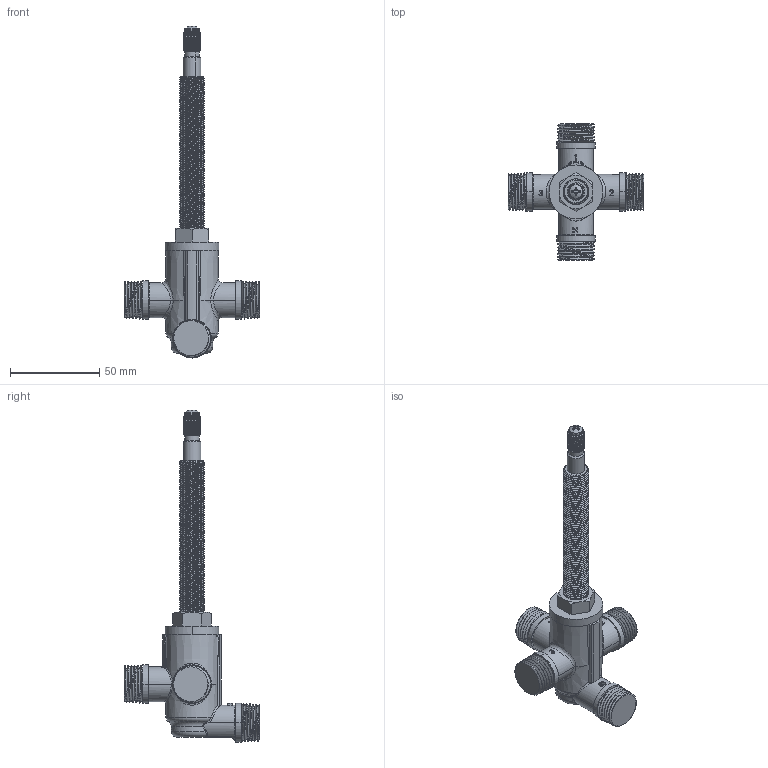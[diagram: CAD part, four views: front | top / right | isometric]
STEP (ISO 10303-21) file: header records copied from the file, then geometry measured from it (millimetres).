
FILE_DESCRIPTION((''),'2;1');
FILE_NAME('1-617','2021-04-21T15:28:20',('rsmith'),(''),'CREO PARAMETRIC BY PTC INC, 2018400','CREO PARAMETRIC BY PTC INC, 2018400','');
FILE_SCHEMA(('AUTOMOTIVE_DESIGN { 1 0 10303 214 1 1 1 1 }'));
Products named in the file (1): 1-617
Bounding box: 76.2 x 76.2 x 186.12 mm (x, y, z)
Volume: 83789.3 mm3; surface area: 26534.7 mm2
Topology: 1 solids, 1 shells, 817 faces, 2238 edges, 1444 vertices
Faces by surface type: cylinder 390, plane 205, bspline 129, cone 77, torus 15, sphere 1
Entity records: 103049 total; most frequent: CARTESIAN_POINT 72801, ORIENTED_EDGE 4472, PRESENTATION_STYLE_ASSIGNMENT 2885, DIRECTION 2838, STYLED_ITEM 2510, CURVE_STYLE 2236, EDGE_CURVE 2236, VERTEX_POINT 1444
